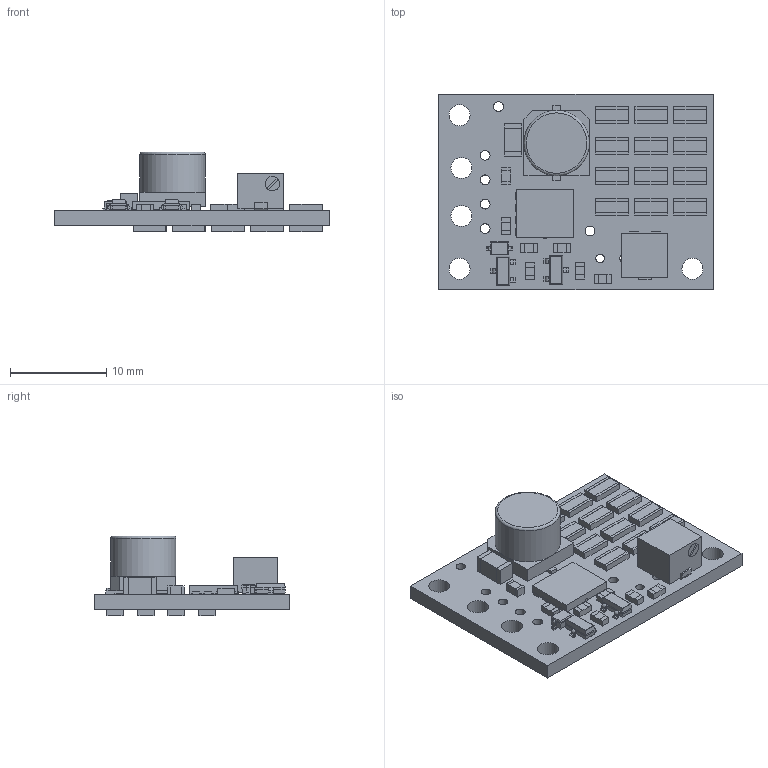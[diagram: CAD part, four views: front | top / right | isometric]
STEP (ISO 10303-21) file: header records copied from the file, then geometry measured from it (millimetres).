
FILE_DESCRIPTION (( 'STEP AP214' ), '1' );
FILE_NAME ('shunt-regulator.step', '2018-10-19T18:03:25', ( '' ), ( '' ), 'SwSTEP 2.0', 'SolidWorks 2016', '' );
FILE_SCHEMA (( 'AUTOMOTIVE_DESIGN' ));
Length unit declared in the file: millimetre
Products named in the file (1): shunt-regulator
Bounding box: 28.57 x 20.32 x 8.32 mm (x, y, z)
Volume: 1358.8 mm3; surface area: 2441.5 mm2
Topology: 36 solids, 36 shells, 1071 faces, 2797 edges, 1836 vertices
Faces by surface type: plane 850, bspline 150, cylinder 70, torus 1
Full cylindrical faces by diameter (mm): 0.508 x1, 0.889 x3, 1.016 x6, 1.5 x1, 2.184 x5, 6.8 x1
Entity records: 49457 total; most frequent: CARTESIAN_POINT 11951, ORIENTED_EDGE 5556, DIRECTION 4421, EDGE_CURVE 2778, LINE 2347, VECTOR 2347, VERTEX_POINT 1835, EDGE_LOOP 1177
